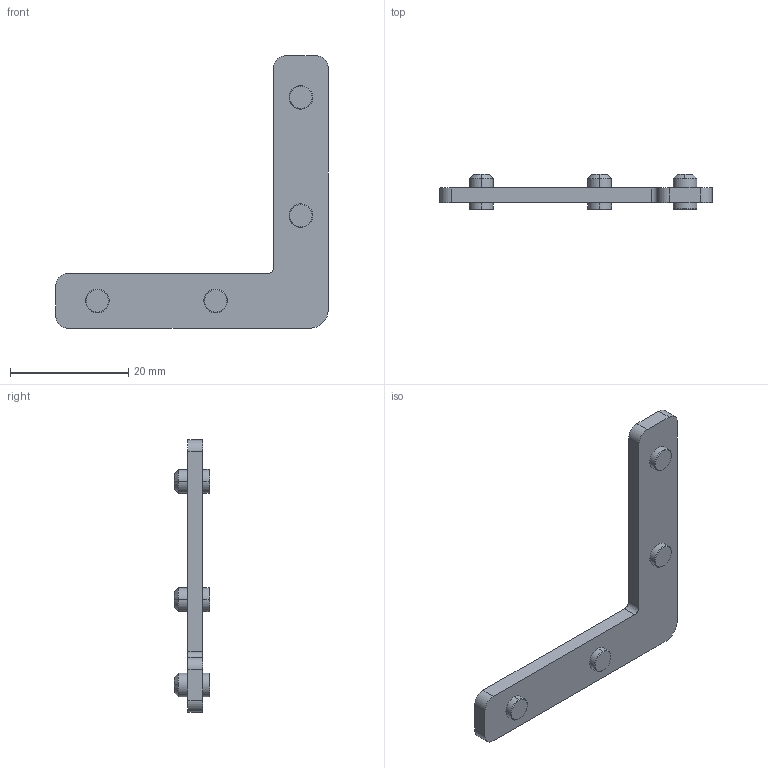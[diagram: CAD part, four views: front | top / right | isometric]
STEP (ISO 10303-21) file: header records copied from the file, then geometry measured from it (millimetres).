
FILE_DESCRIPTION(('STEP AP214'),'1');
FILE_NAME('cctmp_FD142F0F-A8D2-475C-85E9-DB26E3A5A5DA_2020_2_11_17_8_35_236..stp','2020-02-11T16:08:35',('Bosch Rexroth AG'),('CADClick - www.CADClick.com'),'Spatial InterOp 3D',' ','unknown authorization - (Healing Option Enabled)');
FILE_SCHEMA(('AUTOMOTIVE_DESIGN'));
Length unit declared in the file: millimetre
Products named in the file (1): 2020_02_11__17-08-35-235
Bounding box: 46 x 6 x 46 mm (x, y, z)
Volume: 2056.3 mm3; surface area: 2110.1 mm2
Topology: 1 solids, 1 shells, 70 faces, 164 edges, 104 vertices
Faces by surface type: cone 32, cylinder 22, plane 16
Entity records: 2616 total; most frequent: DIRECTION 398, CARTESIAN_POINT 339, ORIENTED_EDGE 328, EDGE_CURVE 164, AXIS2_PLACEMENT_3D 163, VERTEX_POINT 104, CIRCLE 92, EDGE_LOOP 78
